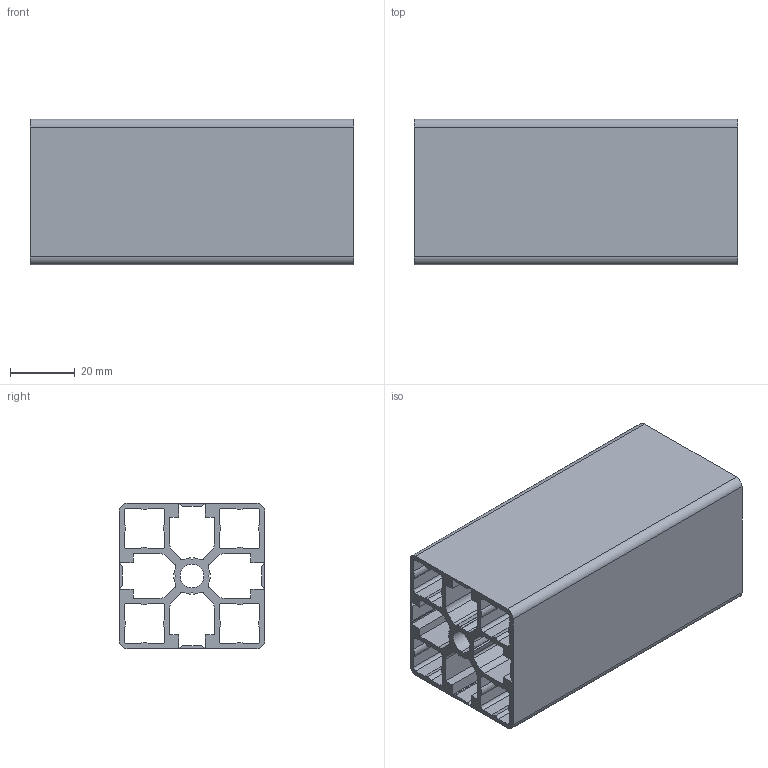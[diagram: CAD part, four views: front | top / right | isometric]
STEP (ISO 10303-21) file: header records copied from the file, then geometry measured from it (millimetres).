
FILE_DESCRIPTION (( 'STEP AP214' ), '1' );
FILE_NAME ('084.101.059.STEP', '2020-07-23T07:37:13', ( '' ), ( '' ), 'SwSTEP 2.0', 'SolidWorks 2018', '' );
FILE_SCHEMA (( 'AUTOMOTIVE_DESIGN' ));
Length unit declared in the file: millimetre
Products named in the file (1): 084.101.059
Bounding box: 100 x 45 x 45 mm (x, y, z)
Volume: 58452.3 mm3; surface area: 63950.7 mm2
Topology: 1 solids, 1 shells, 181 faces, 537 edges, 358 vertices
Faces by surface type: plane 98, cylinder 83
Entity records: 6167 total; most frequent: CARTESIAN_POINT 1077, ORIENTED_EDGE 1074, DIRECTION 1067, EDGE_CURVE 537, LINE 371, VECTOR 371, VERTEX_POINT 358, AXIS2_PLACEMENT_3D 348
